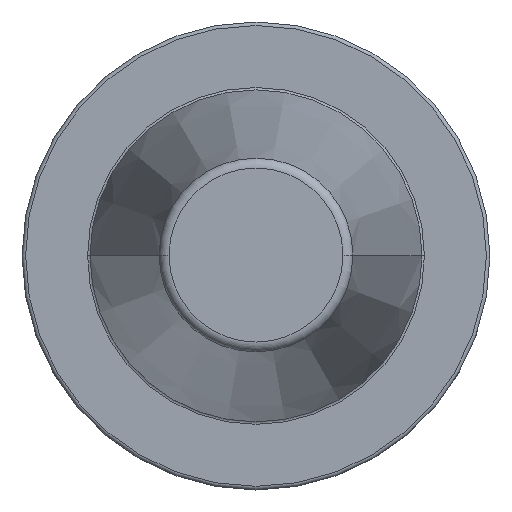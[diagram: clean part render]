
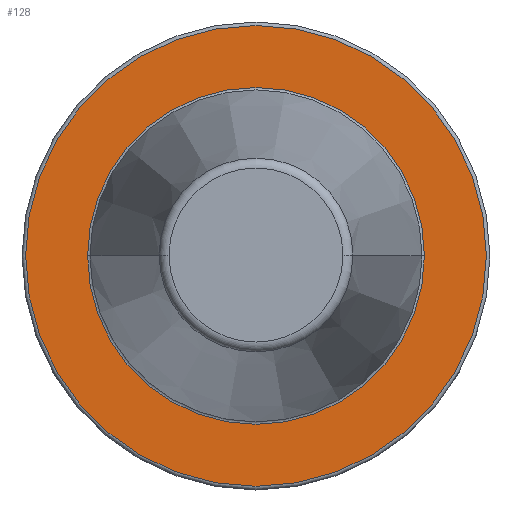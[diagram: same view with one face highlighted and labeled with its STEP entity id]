
A CAD part, top view. The second image highlights one B-rep face of the part: STEP entity #128.
In plain terms, the highlighted planar face has unit normal (0, 0, 1).
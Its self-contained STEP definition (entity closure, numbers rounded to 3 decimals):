
#38=PLANE('',#602);
#47=FACE_BOUND('',#207,.T.);
#48=FACE_BOUND('',#208,.T.);
#128=ADVANCED_FACE('',(#47,#48),#38,.F.);
#207=EDGE_LOOP('',(#307));
#208=EDGE_LOOP('',(#308,#309));
#307=ORIENTED_EDGE('',*,*,#399,.T.);
#308=ORIENTED_EDGE('',*,*,#396,.T.);
#309=ORIENTED_EDGE('',*,*,#398,.T.);
#355=VERTEX_POINT('',#825);
#358=VERTEX_POINT('',#830);
#359=VERTEX_POINT('',#837);
#396=EDGE_CURVE('',#355,#358,#463,.T.);
#398=EDGE_CURVE('',#358,#355,#465,.T.);
#399=EDGE_CURVE('',#359,#359,#466,.T.);
#463=CIRCLE('',#544,35.425);
#465=CIRCLE('',#547,35.425);
#466=CIRCLE('',#549,48.46);
#544=AXIS2_PLACEMENT_3D('',#831,#638,#639);
#547=AXIS2_PLACEMENT_3D('',#834,#644,#645);
#549=AXIS2_PLACEMENT_3D('',#836,#648,#649);
#602=AXIS2_PLACEMENT_3D('',#942,#773,#774);
#638=DIRECTION('',(0.,0.,-1.));
#639=DIRECTION('',(-1.,0.,0.));
#644=DIRECTION('',(0.,0.,-1.));
#645=DIRECTION('',(-1.,0.,0.));
#648=DIRECTION('',(0.,0.,1.));
#649=DIRECTION('',(-1.,0.,0.));
#773=DIRECTION('',(0.,0.,-1.));
#774=DIRECTION('',(1.,0.,0.));
#825=CARTESIAN_POINT('',(-35.425,0.,-3.2));
#830=CARTESIAN_POINT('',(35.425,0.,-3.2));
#831=CARTESIAN_POINT('',(0.,0.,-3.2));
#834=CARTESIAN_POINT('',(0.,0.,-3.2));
#836=CARTESIAN_POINT('',(0.,0.,-3.2));
#837=CARTESIAN_POINT('',(-48.46,0.,-3.2));
#942=CARTESIAN_POINT('',(0.,35.425,-3.2));
